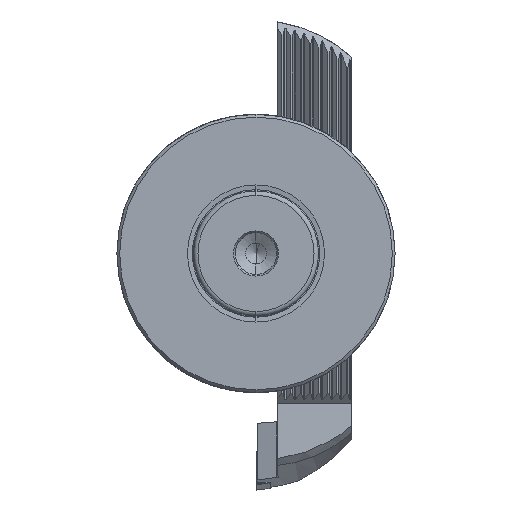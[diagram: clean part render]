
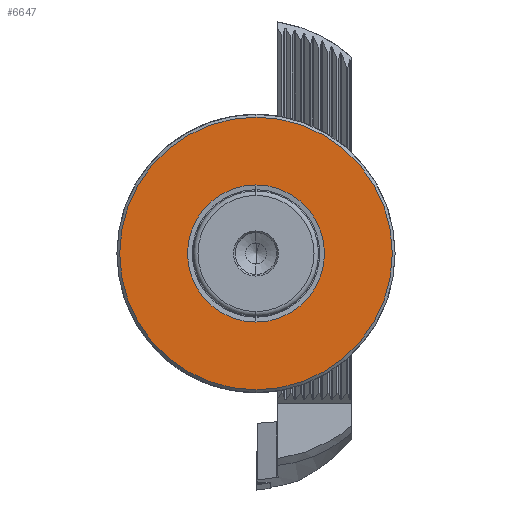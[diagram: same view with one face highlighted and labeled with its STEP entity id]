
A CAD part, left-side view. The second image highlights one B-rep face of the part: STEP entity #6647.
In plain terms, the highlighted planar face has unit normal (-1, 0, 0).
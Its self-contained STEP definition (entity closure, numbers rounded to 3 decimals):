
#451 = CARTESIAN_POINT ( 'NONE',  ( 0., 0., -39.2 ) ) ;
#3944 = CARTESIAN_POINT ( 'NONE',  ( 0., 0., 39.2 ) ) ;
#5272 = VERTEX_POINT ( 'NONE', #38508 ) ;
#5564 = EDGE_CURVE ( 'NONE', #22447, #5272, #25268, .T. ) ;
#6312 = AXIS2_PLACEMENT_3D ( 'NONE', #45396, #17356, #50071 ) ;
#6454 = DIRECTION ( 'NONE',  ( 0., 0., 1. ) ) ;
#6647 = ADVANCED_FACE ( 'NONE', ( #36910, #23027 ), #22818, .F. ) ;
#6860 = DIRECTION ( 'NONE',  ( -1., 0., 0. ) ) ;
#7412 = AXIS2_PLACEMENT_3D ( 'NONE', #48604, #20608, #53248 ) ;
#8667 = AXIS2_PLACEMENT_3D ( 'NONE', #23014, #22738, #22689 ) ;
#9707 = CIRCLE ( 'NONE', #7412, 19.715 ) ;
#9791 = CARTESIAN_POINT ( 'NONE',  ( 0., 0., 0. ) ) ;
#10369 = VERTEX_POINT ( 'NONE', #451 ) ;
#10543 = EDGE_CURVE ( 'NONE', #10369, #11551, #21965, .T. ) ;
#10999 = ORIENTED_EDGE ( 'NONE', *, *, #25576, .T. ) ;
#11551 = VERTEX_POINT ( 'NONE', #3944 ) ;
#13330 = AXIS2_PLACEMENT_3D ( 'NONE', #9791, #6860, #6454 ) ;
#14614 = ORIENTED_EDGE ( 'NONE', *, *, #46206, .F. ) ;
#17356 = DIRECTION ( 'NONE',  ( -1., 0., 0. ) ) ;
#19576 = CARTESIAN_POINT ( 'NONE',  ( 0., 0., -19.715 ) ) ;
#20608 = DIRECTION ( 'NONE',  ( -1., 0., 0. ) ) ;
#21965 = CIRCLE ( 'NONE', #59116, 39.2 ) ;
#22447 = VERTEX_POINT ( 'NONE', #19576 ) ;
#22689 = DIRECTION ( 'NONE',  ( 0., 0., -1. ) ) ;
#22738 = DIRECTION ( 'NONE',  ( 1., 0., 0. ) ) ;
#22818 = PLANE ( 'NONE',  #8667 ) ;
#23014 = CARTESIAN_POINT ( 'NONE',  ( 0., 19.715, 0. ) ) ;
#23027 = FACE_OUTER_BOUND ( 'NONE', #32651, .T. ) ;
#24834 = CIRCLE ( 'NONE', #6312, 39.2 ) ;
#25268 = CIRCLE ( 'NONE', #13330, 19.715 ) ;
#25576 = EDGE_CURVE ( 'NONE', #11551, #10369, #24834, .T. ) ;
#31651 = DIRECTION ( 'NONE',  ( 0., 0., 1. ) ) ;
#32074 = DIRECTION ( 'NONE',  ( -1., 0., 0. ) ) ;
#32480 = CARTESIAN_POINT ( 'NONE',  ( 0., 0., 0. ) ) ;
#32651 = EDGE_LOOP ( 'NONE', ( #56199, #10999 ) ) ;
#36910 = FACE_BOUND ( 'NONE', #58446, .T. ) ;
#38508 = CARTESIAN_POINT ( 'NONE',  ( 0., 0., 19.715 ) ) ;
#42466 = ORIENTED_EDGE ( 'NONE', *, *, #5564, .F. ) ;
#45396 = CARTESIAN_POINT ( 'NONE',  ( 0., 0., 0. ) ) ;
#46206 = EDGE_CURVE ( 'NONE', #5272, #22447, #9707, .T. ) ;
#48604 = CARTESIAN_POINT ( 'NONE',  ( 0., 0., 0. ) ) ;
#50071 = DIRECTION ( 'NONE',  ( 0., 0., 1. ) ) ;
#53248 = DIRECTION ( 'NONE',  ( 0., 0., 1. ) ) ;
#56199 = ORIENTED_EDGE ( 'NONE', *, *, #10543, .T. ) ;
#58446 = EDGE_LOOP ( 'NONE', ( #14614, #42466 ) ) ;
#59116 = AXIS2_PLACEMENT_3D ( 'NONE', #32480, #32074, #31651 ) ;
